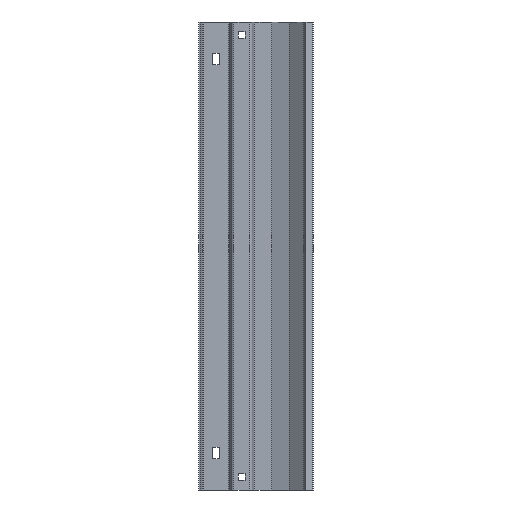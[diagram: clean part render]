
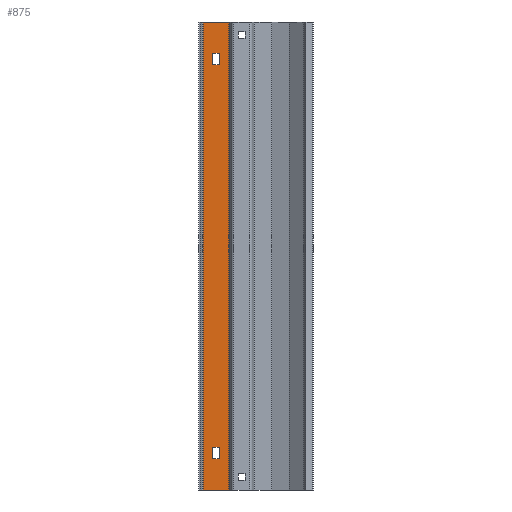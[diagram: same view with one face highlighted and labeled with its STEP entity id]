
A CAD part, left-side view. The second image highlights one B-rep face of the part: STEP entity #875.
In plain terms, the highlighted planar face has unit normal (-1, 0, 0).
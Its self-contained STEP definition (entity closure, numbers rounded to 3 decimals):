
#1 = CARTESIAN_POINT ( 'NONE',  ( 8.5, 11.729, -490. ) ) ;
#5 = LINE ( 'NONE', #1335, #25 ) ;
#25 = VECTOR ( 'NONE', #1562, 1000. ) ;
#27 = DIRECTION ( 'NONE',  ( 0., 0., 1. ) ) ;
#34 = LINE ( 'NONE', #1980, #1810 ) ;
#51 = EDGE_LOOP ( 'NONE', ( #483, #113, #386, #305 ) ) ;
#54 = VECTOR ( 'NONE', #101, 1000. ) ;
#60 = EDGE_CURVE ( 'NONE', #1857, #259, #2201, .T. ) ;
#95 = ORIENTED_EDGE ( 'NONE', *, *, #769, .T. ) ;
#101 = DIRECTION ( 'NONE',  ( 0., -1., 0. ) ) ;
#113 = ORIENTED_EDGE ( 'NONE', *, *, #1565, .F. ) ;
#177 = CARTESIAN_POINT ( 'NONE',  ( 8.5, 30.479, -490. ) ) ;
#195 = VERTEX_POINT ( 'NONE', #1478 ) ;
#206 = CARTESIAN_POINT ( 'NONE',  ( 8.5, 23.479, -457.5 ) ) ;
#210 = EDGE_CURVE ( 'NONE', #695, #2271, #317, .T. ) ;
#224 = ORIENTED_EDGE ( 'NONE', *, *, #1673, .F. ) ;
#229 = DIRECTION ( 'NONE',  ( 0., -1., 0. ) ) ;
#231 = CARTESIAN_POINT ( 'NONE',  ( 8.5, 40.311, -490. ) ) ;
#259 = VERTEX_POINT ( 'NONE', #463 ) ;
#275 = EDGE_LOOP ( 'NONE', ( #585, #224, #879, #495 ) ) ;
#285 = VERTEX_POINT ( 'NONE', #2118 ) ;
#305 = ORIENTED_EDGE ( 'NONE', *, *, #2078, .F. ) ;
#317 = LINE ( 'NONE', #913, #1242 ) ;
#339 = CARTESIAN_POINT ( 'NONE',  ( 8.5, 11.729, -44.5 ) ) ;
#340 = VECTOR ( 'NONE', #2292, 1000. ) ;
#362 = CARTESIAN_POINT ( 'NONE',  ( 8.5, 23.479, -32.5 ) ) ;
#386 = ORIENTED_EDGE ( 'NONE', *, *, #2322, .F. ) ;
#396 = CARTESIAN_POINT ( 'NONE',  ( 8.5, 13.648, 0. ) ) ;
#417 = DIRECTION ( 'NONE',  ( 0., 0., -1. ) ) ;
#463 = CARTESIAN_POINT ( 'NONE',  ( 8.5, 40.311, 0. ) ) ;
#468 = FACE_BOUND ( 'NONE', #275, .T. ) ;
#483 = ORIENTED_EDGE ( 'NONE', *, *, #1123, .F. ) ;
#495 = ORIENTED_EDGE ( 'NONE', *, *, #2081, .F. ) ;
#585 = ORIENTED_EDGE ( 'NONE', *, *, #1895, .F. ) ;
#634 = ORIENTED_EDGE ( 'NONE', *, *, #60, .F. ) ;
#678 = ORIENTED_EDGE ( 'NONE', *, *, #2045, .F. ) ;
#695 = VERTEX_POINT ( 'NONE', #362 ) ;
#705 = VERTEX_POINT ( 'NONE', #396 ) ;
#769 = EDGE_CURVE ( 'NONE', #1857, #1541, #1737, .T. ) ;
#819 = CARTESIAN_POINT ( 'NONE',  ( 8.5, 11.729, -490. ) ) ;
#875 = ADVANCED_FACE ( 'NONE', ( #468, #1393, #1251 ), #2031, .T. ) ;
#879 = ORIENTED_EDGE ( 'NONE', *, *, #210, .F. ) ;
#913 = CARTESIAN_POINT ( 'NONE',  ( 8.5, 11.729, -32.5 ) ) ;
#915 = VECTOR ( 'NONE', #1388, 1000. ) ;
#1001 = DIRECTION ( 'NONE',  ( -1., 0., 0. ) ) ;
#1016 = VERTEX_POINT ( 'NONE', #1674 ) ;
#1091 = VECTOR ( 'NONE', #2195, 1000. ) ;
#1119 = CARTESIAN_POINT ( 'NONE',  ( 8.5, 30.479, -32.5 ) ) ;
#1123 = EDGE_CURVE ( 'NONE', #1016, #1334, #34, .T. ) ;
#1214 = DIRECTION ( 'NONE',  ( 0., -1., 0. ) ) ;
#1231 = DIRECTION ( 'NONE',  ( 0., 0., 1. ) ) ;
#1242 = VECTOR ( 'NONE', #1293, 1000. ) ;
#1251 = FACE_OUTER_BOUND ( 'NONE', #1409, .T. ) ;
#1293 = DIRECTION ( 'NONE',  ( 0., 1., 0. ) ) ;
#1295 = DIRECTION ( 'NONE',  ( 0., 0., -1. ) ) ;
#1326 = CARTESIAN_POINT ( 'NONE',  ( 8.5, 23.479, -445.5 ) ) ;
#1334 = VERTEX_POINT ( 'NONE', #206 ) ;
#1335 = CARTESIAN_POINT ( 'NONE',  ( 8.5, 11.729, 0. ) ) ;
#1381 = EDGE_CURVE ( 'NONE', #1541, #705, #2214, .T. ) ;
#1388 = DIRECTION ( 'NONE',  ( 0., 0., 1. ) ) ;
#1393 = FACE_BOUND ( 'NONE', #51, .T. ) ;
#1394 = VERTEX_POINT ( 'NONE', #1823 ) ;
#1409 = EDGE_LOOP ( 'NONE', ( #678, #634, #95, #2073 ) ) ;
#1447 = VECTOR ( 'NONE', #1550, 1000. ) ;
#1453 = CARTESIAN_POINT ( 'NONE',  ( 8.5, 40.311, -490. ) ) ;
#1478 = CARTESIAN_POINT ( 'NONE',  ( 8.5, 30.479, -445.5 ) ) ;
#1517 = LINE ( 'NONE', #2291, #2463 ) ;
#1541 = VERTEX_POINT ( 'NONE', #1708 ) ;
#1550 = DIRECTION ( 'NONE',  ( 0., 0., 1. ) ) ;
#1562 = DIRECTION ( 'NONE',  ( 0., -1., 0. ) ) ;
#1565 = EDGE_CURVE ( 'NONE', #195, #1016, #1517, .T. ) ;
#1569 = VECTOR ( 'NONE', #27, 1000. ) ;
#1628 = CARTESIAN_POINT ( 'NONE',  ( 8.5, 13.648, -490. ) ) ;
#1673 = EDGE_CURVE ( 'NONE', #2271, #1394, #1928, .T. ) ;
#1674 = CARTESIAN_POINT ( 'NONE',  ( 8.5, 30.479, -457.5 ) ) ;
#1683 = LINE ( 'NONE', #1696, #340 ) ;
#1696 = CARTESIAN_POINT ( 'NONE',  ( 8.5, 11.729, -445.5 ) ) ;
#1708 = CARTESIAN_POINT ( 'NONE',  ( 8.5, 13.648, -490. ) ) ;
#1737 = LINE ( 'NONE', #1, #1091 ) ;
#1777 = AXIS2_PLACEMENT_3D ( 'NONE', #819, #1001, #1214 ) ;
#1810 = VECTOR ( 'NONE', #229, 1000. ) ;
#1823 = CARTESIAN_POINT ( 'NONE',  ( 8.5, 30.479, -44.5 ) ) ;
#1857 = VERTEX_POINT ( 'NONE', #1453 ) ;
#1895 = EDGE_CURVE ( 'NONE', #1394, #285, #2443, .T. ) ;
#1915 = LINE ( 'NONE', #2169, #1447 ) ;
#1924 = VECTOR ( 'NONE', #417, 1000. ) ;
#1928 = LINE ( 'NONE', #177, #1924 ) ;
#1954 = LINE ( 'NONE', #2504, #915 ) ;
#1980 = CARTESIAN_POINT ( 'NONE',  ( 8.5, 11.729, -457.5 ) ) ;
#1997 = VECTOR ( 'NONE', #1231, 1000. ) ;
#2031 = PLANE ( 'NONE',  #1777 ) ;
#2045 = EDGE_CURVE ( 'NONE', #259, #705, #5, .T. ) ;
#2073 = ORIENTED_EDGE ( 'NONE', *, *, #1381, .T. ) ;
#2078 = EDGE_CURVE ( 'NONE', #1334, #2501, #1954, .T. ) ;
#2081 = EDGE_CURVE ( 'NONE', #285, #695, #1915, .T. ) ;
#2118 = CARTESIAN_POINT ( 'NONE',  ( 8.5, 23.479, -44.5 ) ) ;
#2169 = CARTESIAN_POINT ( 'NONE',  ( 8.5, 23.479, -490. ) ) ;
#2195 = DIRECTION ( 'NONE',  ( 0., -1., 0. ) ) ;
#2201 = LINE ( 'NONE', #231, #1997 ) ;
#2214 = LINE ( 'NONE', #1628, #1569 ) ;
#2271 = VERTEX_POINT ( 'NONE', #1119 ) ;
#2291 = CARTESIAN_POINT ( 'NONE',  ( 8.5, 30.479, -490. ) ) ;
#2292 = DIRECTION ( 'NONE',  ( 0., 1., 0. ) ) ;
#2322 = EDGE_CURVE ( 'NONE', #2501, #195, #1683, .T. ) ;
#2443 = LINE ( 'NONE', #339, #54 ) ;
#2463 = VECTOR ( 'NONE', #1295, 1000. ) ;
#2501 = VERTEX_POINT ( 'NONE', #1326 ) ;
#2504 = CARTESIAN_POINT ( 'NONE',  ( 8.5, 23.479, -490. ) ) ;
